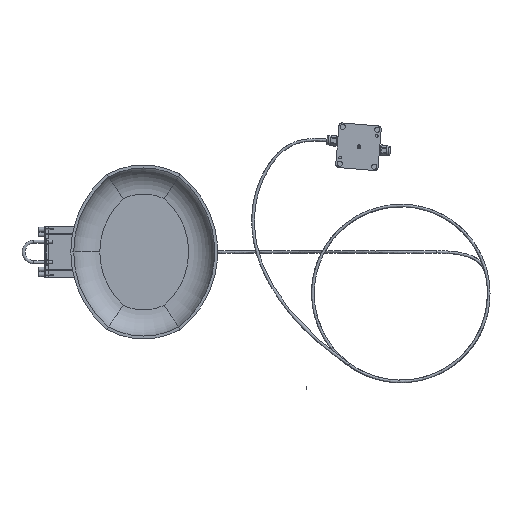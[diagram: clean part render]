
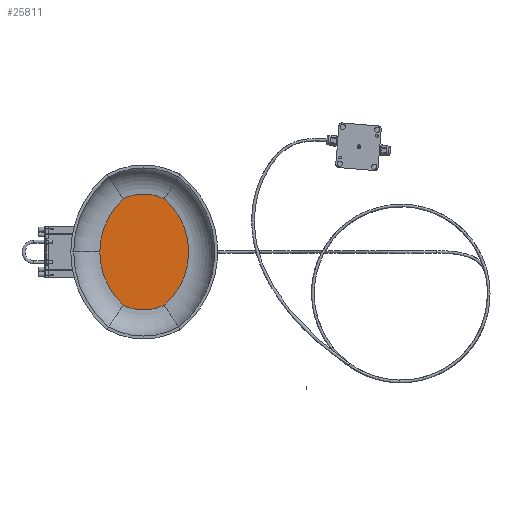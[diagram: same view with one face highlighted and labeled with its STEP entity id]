
A CAD part, front view. The second image highlights one B-rep face of the part: STEP entity #25811.
In plain terms, the highlighted planar face has unit normal (0, -1, 0).
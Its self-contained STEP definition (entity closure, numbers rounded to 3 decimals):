
#120 = CARTESIAN_POINT ( 'NONE',  ( -2.28, 31.978, -16.443 ) ) ;
#315 = EDGE_LOOP ( 'NONE', ( #16424, #17810, #30011, #16869, #18988 ) ) ;
#1271 = EDGE_CURVE ( 'NONE', #24948, #20926, #23255, .T. ) ;
#3661 = VERTEX_POINT ( 'NONE', #14368 ) ;
#4947 = CIRCLE ( 'NONE', #20200, 108.974 ) ;
#5364 = DIRECTION ( 'NONE',  ( -0.483, 0., 0.876 ) ) ;
#7846 = FACE_OUTER_BOUND ( 'NONE', #315, .T. ) ;
#7929 = VERTEX_POINT ( 'NONE', #24247 ) ;
#10041 = DIRECTION ( 'NONE',  ( 0.623, 0., 0.782 ) ) ;
#10201 = CARTESIAN_POINT ( 'NONE',  ( -40.945, 31.978, 0. ) ) ;
#10301 = CARTESIAN_POINT ( 'NONE',  ( -2.28, 31.978, 16.443 ) ) ;
#10542 = CARTESIAN_POINT ( 'NONE',  ( -33.956, 31.978, 83.007 ) ) ;
#12786 = CARTESIAN_POINT ( 'NONE',  ( -37.854, 31.978, 81.008 ) ) ;
#14219 = AXIS2_PLACEMENT_3D ( 'NONE', #31429, #23862, #16277 ) ;
#14368 = CARTESIAN_POINT ( 'NONE',  ( -70.309, 31.978, 0. ) ) ;
#14660 = CARTESIAN_POINT ( 'NONE',  ( 30.002, 31.978, 82.715 ) ) ;
#15699 = CIRCLE ( 'NONE', #31479, 112.944 ) ;
#16277 = DIRECTION ( 'NONE',  ( -0.647, 0., -0.763 ) ) ;
#16424 = ORIENTED_EDGE ( 'NONE', *, *, #29641, .F. ) ;
#16869 = ORIENTED_EDGE ( 'NONE', *, *, #22206, .F. ) ;
#17810 = ORIENTED_EDGE ( 'NONE', *, *, #19697, .F. ) ;
#17886 = DIRECTION ( 'NONE',  ( 0., 1., 0. ) ) ;
#18114 = CARTESIAN_POINT ( 'NONE',  ( 42.635, 31.978, 0. ) ) ;
#18883 = CARTESIAN_POINT ( 'NONE',  ( 30.002, 31.978, -82.715 ) ) ;
#18933 = EDGE_CURVE ( 'NONE', #23633, #7929, #21125, .T. ) ;
#18988 = ORIENTED_EDGE ( 'NONE', *, *, #1271, .F. ) ;
#19046 = AXIS2_PLACEMENT_3D ( 'NONE', #10301, #17886, #5364 ) ;
#19697 = EDGE_CURVE ( 'NONE', #7929, #3661, #30528, .T. ) ;
#20200 = AXIS2_PLACEMENT_3D ( 'NONE', #10201, #27037, #10041 ) ;
#20212 = DIRECTION ( 'NONE',  ( 0., 1., 0. ) ) ;
#20926 = VERTEX_POINT ( 'NONE', #14660 ) ;
#21125 = CIRCLE ( 'NONE', #25881, 73.716 ) ;
#22206 = EDGE_CURVE ( 'NONE', #20926, #23633, #4947, .T. ) ;
#23014 = AXIS2_PLACEMENT_3D ( 'NONE', #12786, #27631, #30575 ) ;
#23220 = DIRECTION ( 'NONE',  ( 0., 1., 0. ) ) ;
#23255 = CIRCLE ( 'NONE', #19046, 73.716 ) ;
#23633 = VERTEX_POINT ( 'NONE', #18883 ) ;
#23862 = DIRECTION ( 'NONE',  ( 0., 1., 0. ) ) ;
#24247 = CARTESIAN_POINT ( 'NONE',  ( -33.957, 31.978, -83.006 ) ) ;
#24854 = PLANE ( 'NONE',  #23014 ) ;
#24948 = VERTEX_POINT ( 'NONE', #10542 ) ;
#25811 = ADVANCED_FACE ( 'NONE', ( #7846 ), #24854, .F. ) ;
#25863 = DIRECTION ( 'NONE',  ( -1., 0., 0. ) ) ;
#25881 = AXIS2_PLACEMENT_3D ( 'NONE', #120, #20212, #27776 ) ;
#27037 = DIRECTION ( 'NONE',  ( 0., 1., 0. ) ) ;
#27631 = DIRECTION ( 'NONE',  ( 0., 1., 0. ) ) ;
#27776 = DIRECTION ( 'NONE',  ( 0.483, 0., -0.876 ) ) ;
#29641 = EDGE_CURVE ( 'NONE', #3661, #24948, #15699, .T. ) ;
#30011 = ORIENTED_EDGE ( 'NONE', *, *, #18933, .F. ) ;
#30528 = CIRCLE ( 'NONE', #14219, 112.944 ) ;
#30575 = DIRECTION ( 'NONE',  ( 0., 0., -1. ) ) ;
#31429 = CARTESIAN_POINT ( 'NONE',  ( 42.635, 31.978, 0. ) ) ;
#31479 = AXIS2_PLACEMENT_3D ( 'NONE', #18114, #23220, #25863 ) ;
